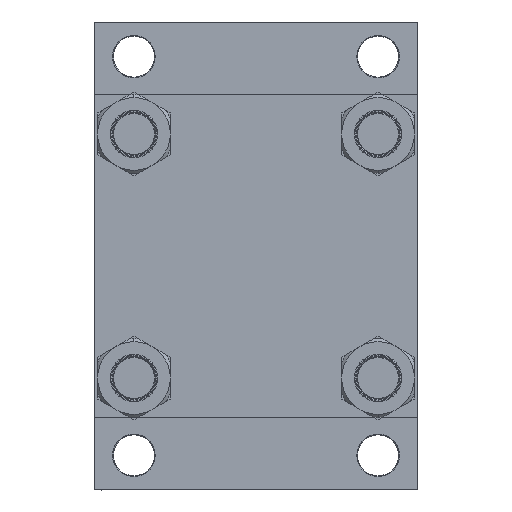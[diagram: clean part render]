
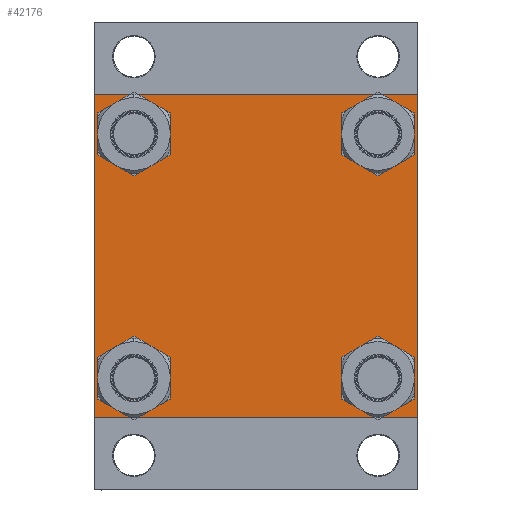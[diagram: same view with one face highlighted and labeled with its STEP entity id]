
A CAD part, left-side view. The second image highlights one B-rep face of the part: STEP entity #42176.
In plain terms, the highlighted planar face has unit normal (-1, 0, 0).
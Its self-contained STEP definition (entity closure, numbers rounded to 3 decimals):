
#79 = DIRECTION ( 'NONE',  ( -1., 0., 0. ) ) ;
#93 = CIRCLE ( 'NONE', #9449, 14. ) ;
#348 = CIRCLE ( 'NONE', #39232, 14. ) ;
#416 = CARTESIAN_POINT ( 'NONE',  ( 0., 77.45, 77.45 ) ) ;
#620 = EDGE_LOOP ( 'NONE', ( #11130, #27470 ) ) ;
#836 = EDGE_CURVE ( 'NONE', #43702, #45271, #44870, .T. ) ;
#1540 = CARTESIAN_POINT ( 'NONE',  ( 0., -77.45, 77.45 ) ) ;
#1767 = AXIS2_PLACEMENT_3D ( 'NONE', #32298, #24038, #43037 ) ;
#2070 = EDGE_CURVE ( 'NONE', #11540, #9525, #348, .T. ) ;
#3149 = AXIS2_PLACEMENT_3D ( 'NONE', #40493, #79, #40970 ) ;
#3208 = VECTOR ( 'NONE', #30535, 1000. ) ;
#3413 = CARTESIAN_POINT ( 'NONE',  ( 0., -77.45, 77.45 ) ) ;
#3590 = EDGE_LOOP ( 'NONE', ( #42496, #24442, #24876, #22522, #18978, #8571, #5118, #5239 ) ) ;
#3738 = CIRCLE ( 'NONE', #4545, 14. ) ;
#4299 = DIRECTION ( 'NONE',  ( 1., 0., 0. ) ) ;
#4545 = AXIS2_PLACEMENT_3D ( 'NONE', #30823, #4804, #19866 ) ;
#4804 = DIRECTION ( 'NONE',  ( 1., 0., 0. ) ) ;
#5118 = ORIENTED_EDGE ( 'NONE', *, *, #43792, .F. ) ;
#5239 = ORIENTED_EDGE ( 'NONE', *, *, #10715, .T. ) ;
#5913 = EDGE_LOOP ( 'NONE', ( #42224, #46890 ) ) ;
#6234 = DIRECTION ( 'NONE',  ( 1., 0., 0. ) ) ;
#6600 = DIRECTION ( 'NONE',  ( 0., 0., -1. ) ) ;
#7459 = CARTESIAN_POINT ( 'NONE',  ( 0., -77.45, -77.45 ) ) ;
#7871 = FACE_BOUND ( 'NONE', #620, .T. ) ;
#7922 = CARTESIAN_POINT ( 'NONE',  ( 0., 77.45, 91.45 ) ) ;
#7993 = CARTESIAN_POINT ( 'NONE',  ( 0., 77.45, -63.45 ) ) ;
#8334 = VERTEX_POINT ( 'NONE', #31705 ) ;
#8559 = DIRECTION ( 'NONE',  ( 0., -0.707, 0.707 ) ) ;
#8571 = ORIENTED_EDGE ( 'NONE', *, *, #39609, .T. ) ;
#8939 = DIRECTION ( 'NONE',  ( 0., 0.707, 0.707 ) ) ;
#9449 = AXIS2_PLACEMENT_3D ( 'NONE', #1540, #27317, #27560 ) ;
#9525 = VERTEX_POINT ( 'NONE', #7922 ) ;
#9854 = CARTESIAN_POINT ( 'NONE',  ( 0., 102., -102.5 ) ) ;
#10007 = CARTESIAN_POINT ( 'NONE',  ( 0., 102.5, 102.5 ) ) ;
#10042 = LINE ( 'NONE', #11009, #30415 ) ;
#10306 = CIRCLE ( 'NONE', #1767, 14. ) ;
#10715 = EDGE_CURVE ( 'NONE', #24142, #20933, #30353, .T. ) ;
#10734 = DIRECTION ( 'NONE',  ( 1., 0., 0. ) ) ;
#10878 = CARTESIAN_POINT ( 'NONE',  ( 0., 102.5, 102. ) ) ;
#11009 = CARTESIAN_POINT ( 'NONE',  ( 0., -102.5, 102.5 ) ) ;
#11130 = ORIENTED_EDGE ( 'NONE', *, *, #17170, .T. ) ;
#11461 = DIRECTION ( 'NONE',  ( 0., 0., 1. ) ) ;
#11540 = VERTEX_POINT ( 'NONE', #32093 ) ;
#12903 = LINE ( 'NONE', #20160, #35442 ) ;
#12982 = CARTESIAN_POINT ( 'NONE',  ( 0., -102., -102.5 ) ) ;
#13108 = ORIENTED_EDGE ( 'NONE', *, *, #836, .T. ) ;
#14813 = VERTEX_POINT ( 'NONE', #7993 ) ;
#14932 = FACE_BOUND ( 'NONE', #26446, .T. ) ;
#15029 = DIRECTION ( 'NONE',  ( 0., 0., 1. ) ) ;
#15714 = CARTESIAN_POINT ( 'NONE',  ( 0., 102.5, 102.5 ) ) ;
#16579 = CARTESIAN_POINT ( 'NONE',  ( 0., -77.45, -63.45 ) ) ;
#16733 = CARTESIAN_POINT ( 'NONE',  ( 0., 77.45, -77.45 ) ) ;
#17063 = VECTOR ( 'NONE', #8939, 1000. ) ;
#17170 = EDGE_CURVE ( 'NONE', #23189, #39027, #93, .T. ) ;
#17237 = EDGE_CURVE ( 'NONE', #45341, #40526, #10042, .T. ) ;
#17313 = LINE ( 'NONE', #10007, #34175 ) ;
#17759 = VERTEX_POINT ( 'NONE', #9854 ) ;
#17874 = EDGE_LOOP ( 'NONE', ( #29196, #44927 ) ) ;
#18041 = CARTESIAN_POINT ( 'NONE',  ( 0., 77.45, -91.45 ) ) ;
#18145 = VERTEX_POINT ( 'NONE', #18041 ) ;
#18290 = DIRECTION ( 'NONE',  ( 0., 0., -1. ) ) ;
#18978 = ORIENTED_EDGE ( 'NONE', *, *, #17237, .F. ) ;
#19559 = CIRCLE ( 'NONE', #34362, 14. ) ;
#19695 = FACE_BOUND ( 'NONE', #5913, .T. ) ;
#19866 = DIRECTION ( 'NONE',  ( 0., 0., 1. ) ) ;
#20160 = CARTESIAN_POINT ( 'NONE',  ( 0., 102.5, -102.5 ) ) ;
#20933 = VERTEX_POINT ( 'NONE', #10878 ) ;
#21570 = AXIS2_PLACEMENT_3D ( 'NONE', #3413, #10734, #11461 ) ;
#21933 = CARTESIAN_POINT ( 'NONE',  ( 0., -77.45, 91.45 ) ) ;
#22522 = ORIENTED_EDGE ( 'NONE', *, *, #36009, .T. ) ;
#22590 = EDGE_CURVE ( 'NONE', #9525, #11540, #39735, .T. ) ;
#22801 = DIRECTION ( 'NONE',  ( 0., 0.707, -0.707 ) ) ;
#23189 = VERTEX_POINT ( 'NONE', #21933 ) ;
#24038 = DIRECTION ( 'NONE',  ( 1., 0., 0. ) ) ;
#24142 = VERTEX_POINT ( 'NONE', #28000 ) ;
#24158 = EDGE_CURVE ( 'NONE', #42114, #17759, #28230, .T. ) ;
#24161 = DIRECTION ( 'NONE',  ( 0., 0., 1. ) ) ;
#24392 = CARTESIAN_POINT ( 'NONE',  ( 0., 77.45, 77.45 ) ) ;
#24442 = ORIENTED_EDGE ( 'NONE', *, *, #24158, .T. ) ;
#24876 = ORIENTED_EDGE ( 'NONE', *, *, #26986, .T. ) ;
#25605 = PLANE ( 'NONE',  #3149 ) ;
#26446 = EDGE_LOOP ( 'NONE', ( #27655, #13108 ) ) ;
#26986 = EDGE_CURVE ( 'NONE', #17759, #44945, #12903, .T. ) ;
#27317 = DIRECTION ( 'NONE',  ( 1., 0., 0. ) ) ;
#27470 = ORIENTED_EDGE ( 'NONE', *, *, #32431, .T. ) ;
#27560 = DIRECTION ( 'NONE',  ( 0., 0., 1. ) ) ;
#27571 = VECTOR ( 'NONE', #22801, 1000. ) ;
#27655 = ORIENTED_EDGE ( 'NONE', *, *, #32880, .T. ) ;
#28000 = CARTESIAN_POINT ( 'NONE',  ( 0., 102., 102.5 ) ) ;
#28230 = LINE ( 'NONE', #43104, #31127 ) ;
#28445 = EDGE_CURVE ( 'NONE', #18145, #14813, #19559, .T. ) ;
#29196 = ORIENTED_EDGE ( 'NONE', *, *, #22590, .T. ) ;
#29585 = DIRECTION ( 'NONE',  ( 1., 0., 0. ) ) ;
#30353 = LINE ( 'NONE', #36711, #27571 ) ;
#30415 = VECTOR ( 'NONE', #18290, 1000. ) ;
#30535 = DIRECTION ( 'NONE',  ( 0., -1., 0. ) ) ;
#30823 = CARTESIAN_POINT ( 'NONE',  ( 0., -77.45, -77.45 ) ) ;
#31127 = VECTOR ( 'NONE', #38736, 1000. ) ;
#31644 = CARTESIAN_POINT ( 'NONE',  ( 0., -102.25, -102.25 ) ) ;
#31705 = CARTESIAN_POINT ( 'NONE',  ( 0., -102., 102.5 ) ) ;
#31791 = DIRECTION ( 'NONE',  ( 0., 0., 1. ) ) ;
#32093 = CARTESIAN_POINT ( 'NONE',  ( 0., 77.45, 63.45 ) ) ;
#32298 = CARTESIAN_POINT ( 'NONE',  ( 0., 77.45, -77.45 ) ) ;
#32431 = EDGE_CURVE ( 'NONE', #39027, #23189, #37907, .T. ) ;
#32880 = EDGE_CURVE ( 'NONE', #45271, #43702, #3738, .T. ) ;
#33565 = CARTESIAN_POINT ( 'NONE',  ( 0., -102.5, 102. ) ) ;
#34175 = VECTOR ( 'NONE', #6600, 1000. ) ;
#34362 = AXIS2_PLACEMENT_3D ( 'NONE', #16733, #6234, #31791 ) ;
#34418 = CARTESIAN_POINT ( 'NONE',  ( 0., -77.45, 63.45 ) ) ;
#34479 = LINE ( 'NONE', #45910, #17063 ) ;
#35074 = LINE ( 'NONE', #31644, #46484 ) ;
#35442 = VECTOR ( 'NONE', #46222, 1000. ) ;
#35600 = DIRECTION ( 'NONE',  ( 1., 0., 0. ) ) ;
#36009 = EDGE_CURVE ( 'NONE', #44945, #40526, #35074, .T. ) ;
#36711 = CARTESIAN_POINT ( 'NONE',  ( 0., 102.25, 102.25 ) ) ;
#37412 = AXIS2_PLACEMENT_3D ( 'NONE', #416, #4299, #15029 ) ;
#37907 = CIRCLE ( 'NONE', #21570, 14. ) ;
#38736 = DIRECTION ( 'NONE',  ( 0., -0.707, -0.707 ) ) ;
#39027 = VERTEX_POINT ( 'NONE', #34418 ) ;
#39232 = AXIS2_PLACEMENT_3D ( 'NONE', #24392, #35600, #24161 ) ;
#39609 = EDGE_CURVE ( 'NONE', #45341, #8334, #34479, .T. ) ;
#39735 = CIRCLE ( 'NONE', #37412, 14. ) ;
#40493 = CARTESIAN_POINT ( 'NONE',  ( 0., 0., 0. ) ) ;
#40526 = VERTEX_POINT ( 'NONE', #44234 ) ;
#40970 = DIRECTION ( 'NONE',  ( 0., 0., 1. ) ) ;
#41034 = CARTESIAN_POINT ( 'NONE',  ( 0., -77.45, -91.45 ) ) ;
#41124 = EDGE_CURVE ( 'NONE', #20933, #42114, #17313, .T. ) ;
#41994 = LINE ( 'NONE', #15714, #3208 ) ;
#42114 = VERTEX_POINT ( 'NONE', #46584 ) ;
#42176 = ADVANCED_FACE ( 'NONE', ( #7871, #14932, #19695, #47785, #48023 ), #25605, .T. ) ;
#42224 = ORIENTED_EDGE ( 'NONE', *, *, #46880, .T. ) ;
#42496 = ORIENTED_EDGE ( 'NONE', *, *, #41124, .T. ) ;
#43037 = DIRECTION ( 'NONE',  ( 0., 0., 1. ) ) ;
#43104 = CARTESIAN_POINT ( 'NONE',  ( 0., 102.25, -102.25 ) ) ;
#43702 = VERTEX_POINT ( 'NONE', #41034 ) ;
#43792 = EDGE_CURVE ( 'NONE', #24142, #8334, #41994, .T. ) ;
#44200 = DIRECTION ( 'NONE',  ( 0., 0., 1. ) ) ;
#44234 = CARTESIAN_POINT ( 'NONE',  ( 0., -102.5, -102. ) ) ;
#44870 = CIRCLE ( 'NONE', #46542, 14. ) ;
#44927 = ORIENTED_EDGE ( 'NONE', *, *, #2070, .T. ) ;
#44945 = VERTEX_POINT ( 'NONE', #12982 ) ;
#45271 = VERTEX_POINT ( 'NONE', #16579 ) ;
#45341 = VERTEX_POINT ( 'NONE', #33565 ) ;
#45910 = CARTESIAN_POINT ( 'NONE',  ( 0., -102.25, 102.25 ) ) ;
#46222 = DIRECTION ( 'NONE',  ( 0., -1., 0. ) ) ;
#46484 = VECTOR ( 'NONE', #8559, 1000. ) ;
#46542 = AXIS2_PLACEMENT_3D ( 'NONE', #7459, #29585, #44200 ) ;
#46584 = CARTESIAN_POINT ( 'NONE',  ( 0., 102.5, -102. ) ) ;
#46880 = EDGE_CURVE ( 'NONE', #14813, #18145, #10306, .T. ) ;
#46890 = ORIENTED_EDGE ( 'NONE', *, *, #28445, .T. ) ;
#47785 = FACE_BOUND ( 'NONE', #17874, .T. ) ;
#48023 = FACE_OUTER_BOUND ( 'NONE', #3590, .T. ) ;
